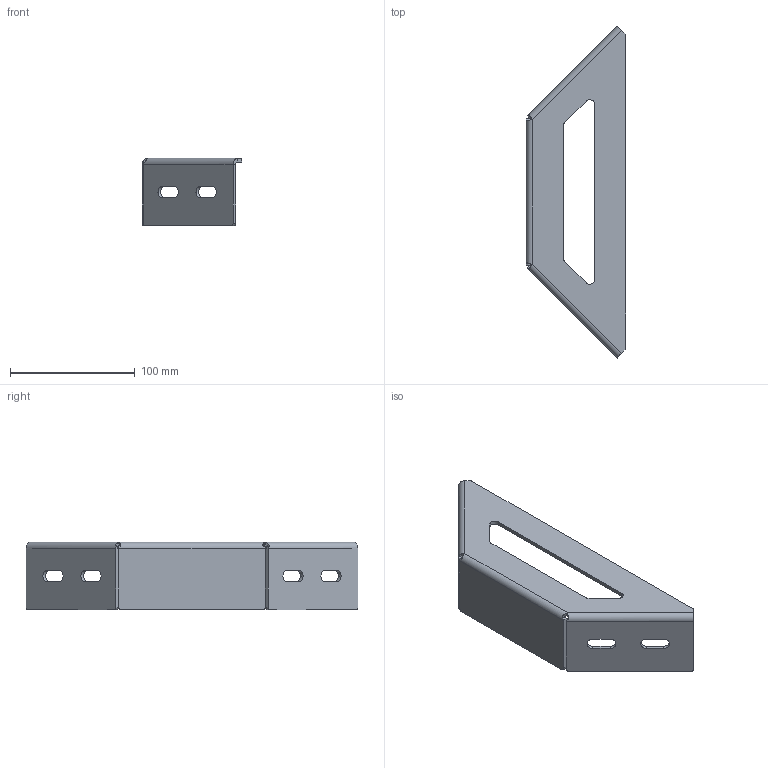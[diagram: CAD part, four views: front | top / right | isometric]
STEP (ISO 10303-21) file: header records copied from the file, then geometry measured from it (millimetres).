
FILE_DESCRIPTION (( 'STEP AP203' ), '1' );
FILE_NAME ('AL-5107.60 Óãëîâîé ñîåäèíèòåëü ñòàëüíîé, 60 ñåðèÿ.STEP', '2024-10-17T05:33:36', ( '' ), ( '' ), 'SwSTEP 2.0', 'SolidWorks 2021', '' );
FILE_SCHEMA (( 'CONFIG_CONTROL_DESIGN' ));
Length unit declared in the file: millimetre
Products named in the file (1): AL-5107.60 Óãëîâîé ñîåäèíèòåëü ñòàëüíîé, 60 ñåðèÿ
Bounding box: 79.9 x 265.66 x 54 mm (x, y, z)
Volume: 82973.5 mm3; surface area: 59677.3 mm2
Topology: 1 solids, 1 shells, 95 faces, 255 edges, 162 vertices
Faces by surface type: plane 38, cylinder 33, bspline 24
Entity records: 3236 total; most frequent: CARTESIAN_POINT 957, ORIENTED_EDGE 510, DIRECTION 373, EDGE_CURVE 255, VERTEX_POINT 162, AXIS2_PLACEMENT_3D 130, VECTOR 113, LINE 113
